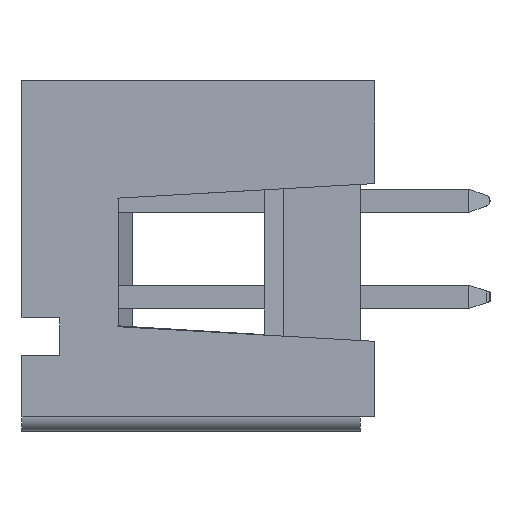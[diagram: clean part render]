
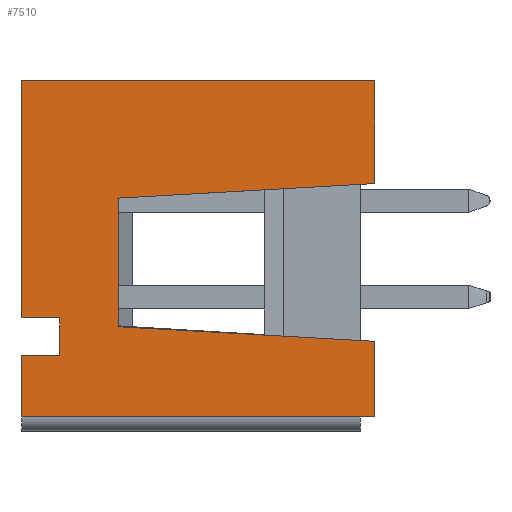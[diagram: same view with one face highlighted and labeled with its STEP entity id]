
A CAD part, left-side view. The second image highlights one B-rep face of the part: STEP entity #7510.
In plain terms, the highlighted planar face has unit normal (-1, 0, 0).
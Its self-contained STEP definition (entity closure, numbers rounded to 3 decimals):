
#34=DIRECTION('',(0.,-1.,0.));
#35=VECTOR('',#34,9.32);
#36=CARTESIAN_POINT('',(2.54,9.32,0.));
#37=LINE('28',#36,#35);
#2686=DIRECTION('',(0.,0.998,-0.057));
#2687=VECTOR('',#2686,6.781);
#2688=CARTESIAN_POINT('',(2.54,0.,6.17));
#2689=LINE('402',#2688,#2687);
#2690=DIRECTION('',(0.,0.,-1.));
#2691=VECTOR('',#2690,3.4);
#2692=CARTESIAN_POINT('',(2.54,6.77,5.785));
#2693=LINE('403',#2692,#2691);
#2694=DIRECTION('',(0.,-0.998,-0.057));
#2695=VECTOR('',#2694,6.781);
#2696=CARTESIAN_POINT('',(2.54,6.77,2.385));
#2697=LINE('404',#2696,#2695);
#2698=DIRECTION('',(0.,0.,1.));
#2699=VECTOR('',#2698,1.62);
#2700=CARTESIAN_POINT('',(2.54,9.32,0.));
#2701=LINE('239',#2700,#2699);
#2702=DIRECTION('',(0.,-1.,0.));
#2703=VECTOR('',#2702,1.);
#2704=CARTESIAN_POINT('',(2.54,9.32,1.62));
#2705=LINE('223',#2704,#2703);
#2706=DIRECTION('',(0.,0.,1.));
#2707=VECTOR('',#2706,1.);
#2708=CARTESIAN_POINT('',(2.54,8.32,1.62));
#2709=LINE('224',#2708,#2707);
#2710=DIRECTION('',(0.,-1.,0.));
#2711=VECTOR('',#2710,1.);
#2712=CARTESIAN_POINT('',(2.54,9.32,2.62));
#2713=LINE('225',#2712,#2711);
#2714=DIRECTION('',(0.,0.,1.));
#2715=VECTOR('',#2714,6.27);
#2716=CARTESIAN_POINT('',(2.54,9.32,2.62));
#2717=LINE('240',#2716,#2715);
#2962=DIRECTION('',(0.,-1.,0.));
#2963=VECTOR('',#2962,9.32);
#2964=CARTESIAN_POINT('',(2.54,9.32,8.89));
#2965=LINE('37',#2964,#2963);
#3118=DIRECTION('',(0.,0.,1.));
#3119=VECTOR('',#3118,2.72);
#3120=CARTESIAN_POINT('',(2.54,0.,6.17));
#3121=LINE('300',#3120,#3119);
#3126=DIRECTION('',(0.,0.,1.));
#3127=VECTOR('',#3126,2.);
#3128=CARTESIAN_POINT('',(2.54,0.,0.));
#3129=LINE('299',#3128,#3127);
#3383=CARTESIAN_POINT('',(2.54,9.32,0.));
#3384=CARTESIAN_POINT('',(2.54,0.,0.));
#3385=VERTEX_POINT('',#3383);
#3386=VERTEX_POINT('',#3384);
#3399=CARTESIAN_POINT('',(2.54,9.32,8.89));
#3400=CARTESIAN_POINT('',(2.54,0.,8.89));
#3401=VERTEX_POINT('',#3399);
#3402=VERTEX_POINT('',#3400);
#3479=CARTESIAN_POINT('',(2.54,9.32,1.62));
#3480=CARTESIAN_POINT('',(2.54,8.32,1.62));
#3481=VERTEX_POINT('',#3479);
#3482=VERTEX_POINT('',#3480);
#3483=CARTESIAN_POINT('',(2.54,8.32,2.62));
#3484=VERTEX_POINT('',#3483);
#3485=CARTESIAN_POINT('',(2.54,9.32,2.62));
#3486=VERTEX_POINT('',#3485);
#3511=CARTESIAN_POINT('',(2.54,0.,6.17));
#3513=VERTEX_POINT('',#3511);
#3515=CARTESIAN_POINT('',(2.54,0.,2.));
#3517=VERTEX_POINT('',#3515);
#3533=CARTESIAN_POINT('',(2.54,6.77,5.785));
#3534=VERTEX_POINT('',#3533);
#3535=CARTESIAN_POINT('',(2.54,6.77,2.385));
#3536=VERTEX_POINT('',#3535);
#7483=CARTESIAN_POINT('',(2.54,9.32,0.));
#7484=DIRECTION('',(-1.,0.,0.));
#7485=DIRECTION('',(0.,-1.,0.));
#7486=AXIS2_PLACEMENT_3D('',#7483,#7484,#7485);
#7487=PLANE('45',#7486);
#7488=ORIENTED_EDGE('402',*,*,#7467,.T.);
#7490=ORIENTED_EDGE('403',*,*,#7489,.T.);
#7492=ORIENTED_EDGE('404',*,*,#7491,.T.);
#7494=ORIENTED_EDGE('299',*,*,#7493,.F.);
#7495=ORIENTED_EDGE('28',*,*,#4286,.F.);
#7496=ORIENTED_EDGE('239',*,*,#4371,.T.);
#7498=ORIENTED_EDGE('223',*,*,#7497,.T.);
#7500=ORIENTED_EDGE('224',*,*,#7499,.T.);
#7502=ORIENTED_EDGE('225',*,*,#7501,.F.);
#7503=ORIENTED_EDGE('240',*,*,#4469,.T.);
#7505=ORIENTED_EDGE('37',*,*,#7504,.T.);
#7507=ORIENTED_EDGE('300',*,*,#7506,.F.);
#7508=EDGE_LOOP('45',(#7488,#7490,#7492,#7494,#7495,#7496,#7498,#7500,#7502,
#7503,#7505,#7507));
#7509=FACE_OUTER_BOUND('45',#7508,.F.);
#7510=ADVANCED_FACE('45',(#7509),#7487,.T.);
#4286=EDGE_CURVE('28',#3385,#3386,#37,.T.);
#4371=EDGE_CURVE('239',#3385,#3481,#2701,.T.);
#4469=EDGE_CURVE('240',#3486,#3401,#2717,.T.);
#7467=EDGE_CURVE('402',#3513,#3534,#2689,.T.);
#7489=EDGE_CURVE('403',#3534,#3536,#2693,.T.);
#7491=EDGE_CURVE('404',#3536,#3517,#2697,.T.);
#7493=EDGE_CURVE('299',#3386,#3517,#3129,.T.);
#7497=EDGE_CURVE('223',#3481,#3482,#2705,.T.);
#7499=EDGE_CURVE('224',#3482,#3484,#2709,.T.);
#7501=EDGE_CURVE('225',#3486,#3484,#2713,.T.);
#7504=EDGE_CURVE('37',#3401,#3402,#2965,.T.);
#7506=EDGE_CURVE('300',#3513,#3402,#3121,.T.);
